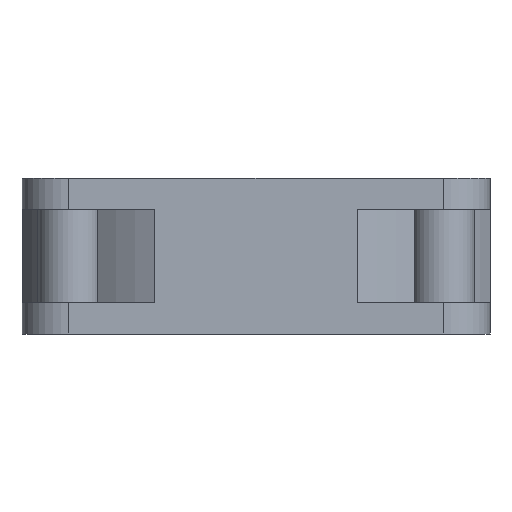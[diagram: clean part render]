
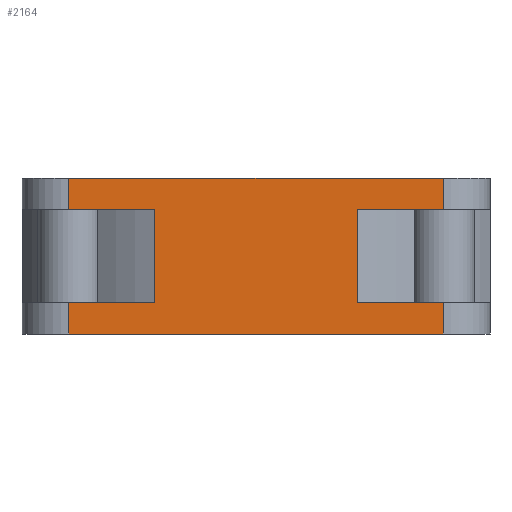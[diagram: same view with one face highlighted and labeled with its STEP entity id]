
A CAD part, front view. The second image highlights one B-rep face of the part: STEP entity #2164.
In plain terms, the highlighted planar face has unit normal (0, -1, 0).
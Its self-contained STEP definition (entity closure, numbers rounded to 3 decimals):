
#185=FACE_OUTER_BOUND('',#316,.T.);
#316=EDGE_LOOP('',(#1481,#1482,#1483,#1484,#1485,#1486,#1487,#1488,#1489,
#1490,#1491,#1492));
#555=LINE('',#3071,#703);
#583=LINE('',#3328,#731);
#589=LINE('',#3355,#737);
#590=LINE('',#3358,#738);
#591=LINE('',#3359,#739);
#592=LINE('',#3361,#740);
#593=LINE('',#3362,#741);
#594=LINE('',#3364,#742);
#595=LINE('',#3366,#743);
#596=LINE('',#3368,#744);
#597=LINE('',#3370,#745);
#598=LINE('',#3371,#746);
#703=VECTOR('',#2503,24.);
#731=VECTOR('',#2631,6.);
#737=VECTOR('',#2655,6.);
#738=VECTOR('',#2658,5.515);
#739=VECTOR('',#2659,2.);
#740=VECTOR('',#2660,2.);
#741=VECTOR('',#2661,5.515);
#742=VECTOR('',#2662,5.515);
#743=VECTOR('',#2663,2.);
#744=VECTOR('',#2664,24.);
#745=VECTOR('',#2665,2.);
#746=VECTOR('',#2666,5.515);
#851=VERTEX_POINT('',#3069);
#852=VERTEX_POINT('',#3070);
#933=VERTEX_POINT('',#3321);
#936=VERTEX_POINT('',#3326);
#946=VERTEX_POINT('',#3349);
#948=VERTEX_POINT('',#3353);
#949=VERTEX_POINT('',#3357);
#950=VERTEX_POINT('',#3360);
#951=VERTEX_POINT('',#3363);
#952=VERTEX_POINT('',#3365);
#953=VERTEX_POINT('',#3367);
#954=VERTEX_POINT('',#3369);
#1065=EDGE_CURVE('',#851,#852,#555,.T.);
#1153=EDGE_CURVE('',#936,#933,#583,.T.);
#1165=EDGE_CURVE('',#946,#948,#589,.T.);
#1166=EDGE_CURVE('',#949,#948,#590,.T.);
#1167=EDGE_CURVE('',#949,#851,#591,.F.);
#1168=EDGE_CURVE('',#852,#950,#592,.T.);
#1169=EDGE_CURVE('',#933,#950,#593,.T.);
#1170=EDGE_CURVE('',#936,#951,#594,.T.);
#1171=EDGE_CURVE('',#951,#952,#595,.F.);
#1172=EDGE_CURVE('',#953,#952,#596,.T.);
#1173=EDGE_CURVE('',#953,#954,#597,.T.);
#1174=EDGE_CURVE('',#954,#946,#598,.T.);
#1481=ORIENTED_EDGE('',*,*,#1166,.F.);
#1482=ORIENTED_EDGE('',*,*,#1167,.T.);
#1483=ORIENTED_EDGE('',*,*,#1065,.T.);
#1484=ORIENTED_EDGE('',*,*,#1168,.T.);
#1485=ORIENTED_EDGE('',*,*,#1169,.F.);
#1486=ORIENTED_EDGE('',*,*,#1153,.F.);
#1487=ORIENTED_EDGE('',*,*,#1170,.T.);
#1488=ORIENTED_EDGE('',*,*,#1171,.T.);
#1489=ORIENTED_EDGE('',*,*,#1172,.F.);
#1490=ORIENTED_EDGE('',*,*,#1173,.T.);
#1491=ORIENTED_EDGE('',*,*,#1174,.T.);
#1492=ORIENTED_EDGE('',*,*,#1165,.T.);
#2002=PLANE('',#2350);
#2164=ADVANCED_FACE('',(#185),#2002,.F.);
#2350=AXIS2_PLACEMENT_3D('',#3356,#2656,#2657);
#2503=DIRECTION('',(1.,0.,0.));
#2631=DIRECTION('',(0.,0.,-1.));
#2655=DIRECTION('',(0.,0.,-1.));
#2656=DIRECTION('center_axis',(0.,1.,0.));
#2657=DIRECTION('ref_axis',(0.,0.,1.));
#2658=DIRECTION('',(1.,0.,0.));
#2659=DIRECTION('',(0.,0.,1.));
#2660=DIRECTION('',(0.,0.,1.));
#2661=DIRECTION('',(1.,0.,0.));
#2662=DIRECTION('',(1.,0.,0.));
#2663=DIRECTION('',(0.,0.,-1.));
#2664=DIRECTION('',(1.,0.,0.));
#2665=DIRECTION('',(0.,0.,-1.));
#2666=DIRECTION('',(1.,0.,0.));
#3069=CARTESIAN_POINT('',(-12.,-15.,-5.));
#3070=CARTESIAN_POINT('',(12.,-15.,-5.));
#3071=CARTESIAN_POINT('',(-12.,-15.,-5.));
#3321=CARTESIAN_POINT('',(6.485,-15.,-3.));
#3326=CARTESIAN_POINT('',(6.485,-15.,3.));
#3328=CARTESIAN_POINT('',(6.485,-15.,3.));
#3349=CARTESIAN_POINT('',(-6.485,-15.,3.));
#3353=CARTESIAN_POINT('',(-6.485,-15.,-3.));
#3355=CARTESIAN_POINT('',(-6.485,-15.,3.));
#3356=CARTESIAN_POINT('Origin',(-6.485,-15.,3.));
#3357=CARTESIAN_POINT('',(-12.,-15.,-3.));
#3358=CARTESIAN_POINT('',(-12.,-15.,-3.));
#3359=CARTESIAN_POINT('',(-12.,-15.,-5.));
#3360=CARTESIAN_POINT('',(12.,-15.,-3.));
#3361=CARTESIAN_POINT('',(12.,-15.,-5.));
#3362=CARTESIAN_POINT('',(6.485,-15.,-3.));
#3363=CARTESIAN_POINT('',(12.,-15.,3.));
#3364=CARTESIAN_POINT('',(6.485,-15.,3.));
#3365=CARTESIAN_POINT('',(12.,-15.,5.));
#3366=CARTESIAN_POINT('',(12.,-15.,5.));
#3367=CARTESIAN_POINT('',(-12.,-15.,5.));
#3368=CARTESIAN_POINT('',(-12.,-15.,5.));
#3369=CARTESIAN_POINT('',(-12.,-15.,3.));
#3370=CARTESIAN_POINT('',(-12.,-15.,5.));
#3371=CARTESIAN_POINT('',(-12.,-15.,3.));
